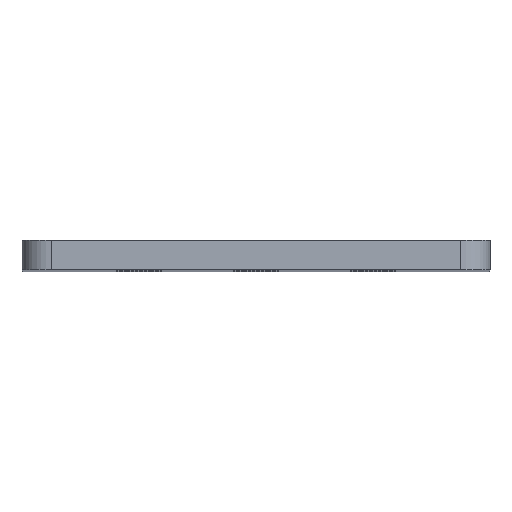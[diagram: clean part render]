
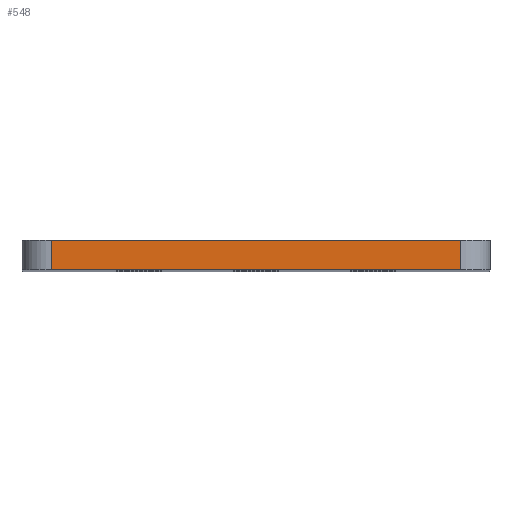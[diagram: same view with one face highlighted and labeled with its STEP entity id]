
A CAD part, top view. The second image highlights one B-rep face of the part: STEP entity #548.
In plain terms, the highlighted planar face has unit normal (0, 0, 1).
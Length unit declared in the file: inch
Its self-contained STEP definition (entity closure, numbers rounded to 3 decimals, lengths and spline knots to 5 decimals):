
#9 = ORIENTED_EDGE ( 'NONE', *, *, #2110, .T. ) ;
#19 = VERTEX_POINT ( 'NONE', #331 ) ;
#81 = ORIENTED_EDGE ( 'NONE', *, *, #1250, .T. ) ;
#172 = LINE ( 'NONE', #1297, #1115 ) ;
#175 = DIRECTION ( 'NONE',  ( 0., -1., 0. ) ) ;
#247 = VECTOR ( 'NONE', #1377, 39.37008 ) ;
#297 = EDGE_CURVE ( 'NONE', #19, #1936, #2078, .T. ) ;
#331 = CARTESIAN_POINT ( 'NONE',  ( -0.375, 0., 0.25 ) ) ;
#360 = AXIS2_PLACEMENT_3D ( 'NONE', #477, #2098, #1008 ) ;
#386 = VECTOR ( 'NONE', #527, 39.37008 ) ;
#452 = VECTOR ( 'NONE', #175, 39.37008 ) ;
#477 = CARTESIAN_POINT ( 'NONE',  ( -0.5, 0.125, 0.25 ) ) ;
#527 = DIRECTION ( 'NONE',  ( 1., 0., 0. ) ) ;
#539 = LINE ( 'NONE', #1665, #452 ) ;
#548 = ADVANCED_FACE ( 'NONE', ( #1044 ), #1374, .F. ) ;
#953 = CARTESIAN_POINT ( 'NONE',  ( 1.375, 0.125, 0.25 ) ) ;
#973 = EDGE_LOOP ( 'NONE', ( #2302, #9, #1608, #81 ) ) ;
#1008 = DIRECTION ( 'NONE',  ( -1., 0., 0. ) ) ;
#1044 = FACE_OUTER_BOUND ( 'NONE', #973, .T. ) ;
#1115 = VECTOR ( 'NONE', #1825, 39.37008 ) ;
#1250 = EDGE_CURVE ( 'NONE', #1936, #1393, #172, .T. ) ;
#1297 = CARTESIAN_POINT ( 'NONE',  ( 1.375, 0.125, 0.25 ) ) ;
#1349 = EDGE_CURVE ( 'NONE', #2027, #1393, #2169, .T. ) ;
#1374 = PLANE ( 'NONE',  #360 ) ;
#1377 = DIRECTION ( 'NONE',  ( 1., 0., 0. ) ) ;
#1393 = VERTEX_POINT ( 'NONE', #953 ) ;
#1465 = CARTESIAN_POINT ( 'NONE',  ( 1.375, 0., 0.25 ) ) ;
#1608 = ORIENTED_EDGE ( 'NONE', *, *, #297, .T. ) ;
#1665 = CARTESIAN_POINT ( 'NONE',  ( -0.375, 0.125, 0.25 ) ) ;
#1796 = CARTESIAN_POINT ( 'NONE',  ( -0.5, 0.125, 0.25 ) ) ;
#1825 = DIRECTION ( 'NONE',  ( 0., 1., 0. ) ) ;
#1903 = CARTESIAN_POINT ( 'NONE',  ( -0.5, 0., 0.25 ) ) ;
#1936 = VERTEX_POINT ( 'NONE', #1465 ) ;
#2027 = VERTEX_POINT ( 'NONE', #2036 ) ;
#2036 = CARTESIAN_POINT ( 'NONE',  ( -0.375, 0.125, 0.25 ) ) ;
#2078 = LINE ( 'NONE', #1903, #247 ) ;
#2098 = DIRECTION ( 'NONE',  ( 0., 0., -1. ) ) ;
#2110 = EDGE_CURVE ( 'NONE', #2027, #19, #539, .T. ) ;
#2169 = LINE ( 'NONE', #1796, #386 ) ;
#2302 = ORIENTED_EDGE ( 'NONE', *, *, #1349, .F. ) ;
